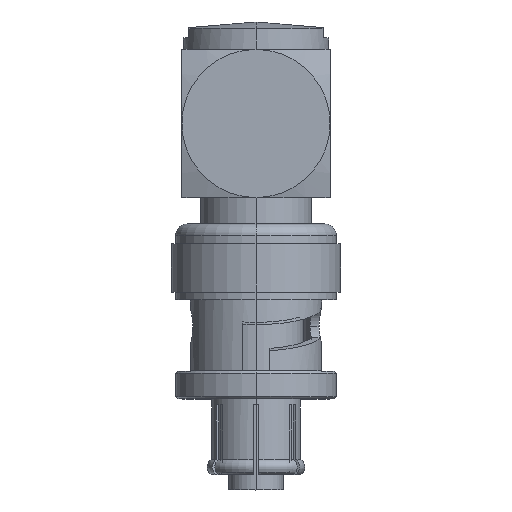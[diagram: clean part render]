
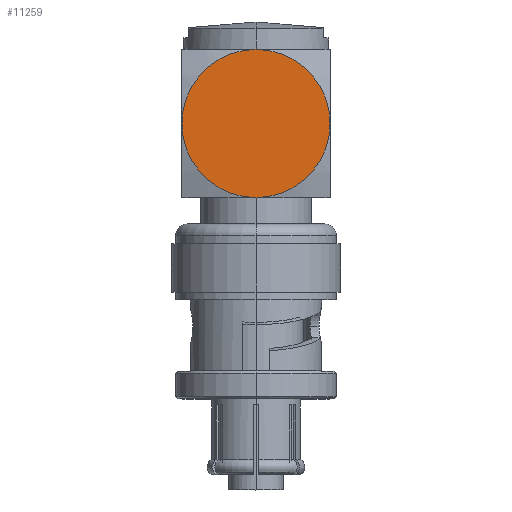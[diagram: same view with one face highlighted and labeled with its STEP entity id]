
A CAD part, top view. The second image highlights one B-rep face of the part: STEP entity #11259.
In plain terms, the highlighted face is planar.
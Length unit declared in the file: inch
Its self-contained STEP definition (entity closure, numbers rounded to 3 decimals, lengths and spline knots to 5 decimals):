
#383 = VERTEX_POINT ( 'NONE', #7484 ) ;
#1175 = CARTESIAN_POINT ( 'NONE',  ( -0.25, 0., 0. ) ) ;
#1407 = DIRECTION ( 'NONE',  ( 0., 0., 1. ) ) ;
#2166 = EDGE_CURVE ( 'NONE', #4281, #3413, #6373, .T. ) ;
#2402 = CIRCLE ( 'NONE', #2793, 0.25 ) ;
#2783 = CIRCLE ( 'NONE', #9330, 0.25 ) ;
#2793 = AXIS2_PLACEMENT_3D ( 'NONE', #6379, #5675, #10991 ) ;
#3231 = ORIENTED_EDGE ( 'NONE', *, *, #8202, .T. ) ;
#3413 = VERTEX_POINT ( 'NONE', #4336 ) ;
#3456 = DIRECTION ( 'NONE',  ( 0., 1., 0. ) ) ;
#3466 = ORIENTED_EDGE ( 'NONE', *, *, #4512, .T. ) ;
#3692 = CARTESIAN_POINT ( 'NONE',  ( -0.25, 0., 0. ) ) ;
#4281 = VERTEX_POINT ( 'NONE', #6086 ) ;
#4336 = CARTESIAN_POINT ( 'NONE',  ( -0.25, 0., -0.25 ) ) ;
#4512 = EDGE_CURVE ( 'NONE', #9042, #383, #2783, .T. ) ;
#4634 = DIRECTION ( 'NONE',  ( 0., -1., 0. ) ) ;
#4833 = DIRECTION ( 'NONE',  ( -1., 0., 0. ) ) ;
#5528 = AXIS2_PLACEMENT_3D ( 'NONE', #6846, #5848, #1407 ) ;
#5675 = DIRECTION ( 'NONE',  ( -1., 0., 0. ) ) ;
#5848 = DIRECTION ( 'NONE',  ( -1., 0., 0. ) ) ;
#6086 = CARTESIAN_POINT ( 'NONE',  ( -0.25, 0.25, 0. ) ) ;
#6373 = CIRCLE ( 'NONE', #7340, 0.25 ) ;
#6379 = CARTESIAN_POINT ( 'NONE',  ( -0.25, 0., 0. ) ) ;
#6599 = AXIS2_PLACEMENT_3D ( 'NONE', #9283, #4833, #8423 ) ;
#6743 = ORIENTED_EDGE ( 'NONE', *, *, #7251, .T. ) ;
#6846 = CARTESIAN_POINT ( 'NONE',  ( -0.25, 0., 0. ) ) ;
#7251 = EDGE_CURVE ( 'NONE', #3413, #9042, #2402, .T. ) ;
#7271 = DIRECTION ( 'NONE',  ( -1., 0., 0. ) ) ;
#7340 = AXIS2_PLACEMENT_3D ( 'NONE', #1175, #7927, #3456 ) ;
#7383 = EDGE_LOOP ( 'NONE', ( #3231, #7485, #6743, #3466 ) ) ;
#7484 = CARTESIAN_POINT ( 'NONE',  ( -0.25, 0., 0.25 ) ) ;
#7485 = ORIENTED_EDGE ( 'NONE', *, *, #2166, .T. ) ;
#7594 = PLANE ( 'NONE',  #6599 ) ;
#7927 = DIRECTION ( 'NONE',  ( -1., 0., 0. ) ) ;
#8009 = CARTESIAN_POINT ( 'NONE',  ( -0.25, -0.25, 0. ) ) ;
#8159 = CIRCLE ( 'NONE', #5528, 0.25 ) ;
#8202 = EDGE_CURVE ( 'NONE', #383, #4281, #8159, .T. ) ;
#8423 = DIRECTION ( 'NONE',  ( 0., 0., 1. ) ) ;
#9042 = VERTEX_POINT ( 'NONE', #8009 ) ;
#9283 = CARTESIAN_POINT ( 'NONE',  ( -0.25, 0.25, -0.25 ) ) ;
#9330 = AXIS2_PLACEMENT_3D ( 'NONE', #3692, #7271, #4634 ) ;
#10983 = FACE_OUTER_BOUND ( 'NONE', #7383, .T. ) ;
#10991 = DIRECTION ( 'NONE',  ( 0., 0., -1. ) ) ;
#11259 = ADVANCED_FACE ( 'NONE', ( #10983 ), #7594, .T. ) ;
